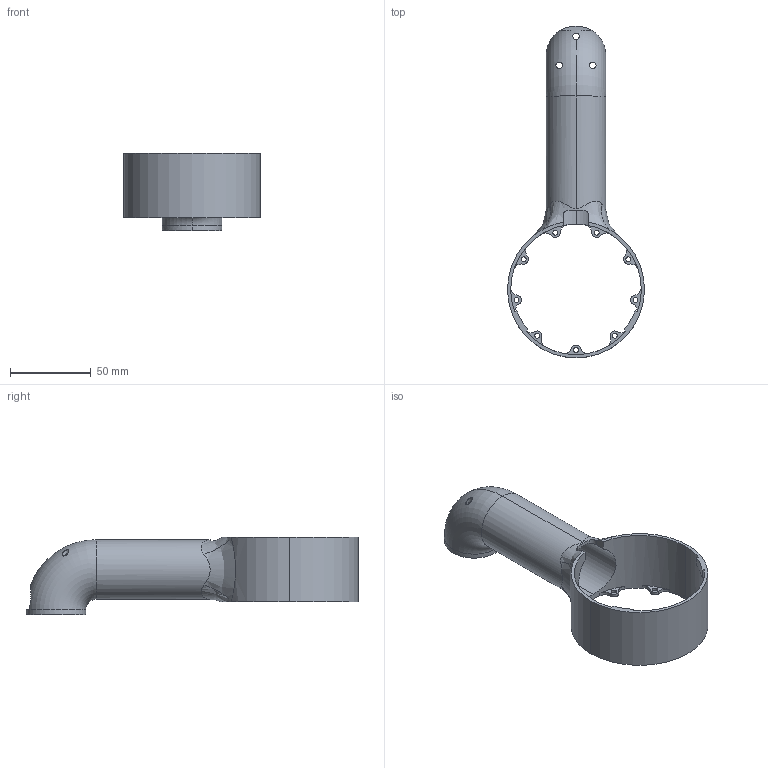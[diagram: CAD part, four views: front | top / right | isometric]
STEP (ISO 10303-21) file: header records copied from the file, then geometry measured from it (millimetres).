
FILE_DESCRIPTION (( 'STEP AP214' ), '1' );
FILE_NAME ('axis3_萇儂欶2.STEP', '2023-10-29T05:51:33', ( '' ), ( '' ), 'SwSTEP 2.0', 'SolidWorks 2023', '' );
FILE_SCHEMA (( 'AUTOMOTIVE_DESIGN' ));
Length unit declared in the file: millimetre
Products named in the file (1): axis3_电机罩2
Bounding box: 85 x 206 x 48 mm (x, y, z)
Volume: 50394.4 mm3; surface area: 48771 mm2
Topology: 1 solids, 1 shells, 118 faces, 349 edges, 228 vertices
Faces by surface type: cylinder 86, plane 24, torus 4, bspline 4
Entity records: 5331 total; most frequent: CARTESIAN_POINT 1974, DIRECTION 739, ORIENTED_EDGE 698, EDGE_CURVE 349, AXIS2_PLACEMENT_3D 310, VERTEX_POINT 228, CIRCLE 195, EDGE_LOOP 153
